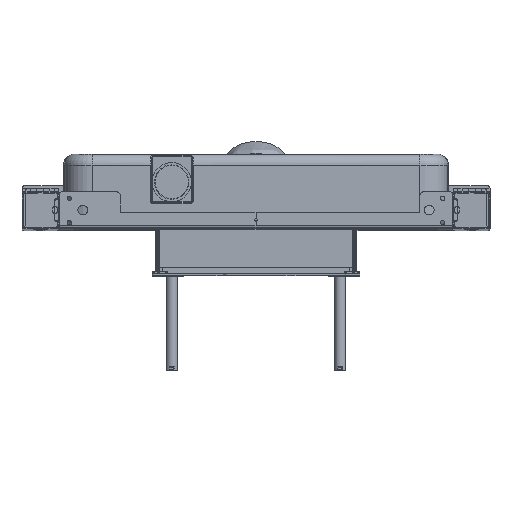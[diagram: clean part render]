
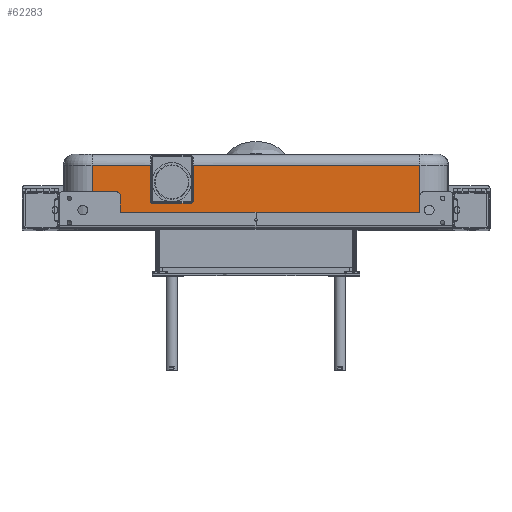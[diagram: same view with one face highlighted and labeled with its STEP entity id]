
A CAD part, top view. The second image highlights one B-rep face of the part: STEP entity #62283.
In plain terms, the highlighted planar face has unit normal (0, 0, 1).
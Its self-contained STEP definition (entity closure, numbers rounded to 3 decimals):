
#2825=CIRCLE('',#66349,2.);
#2834=CIRCLE('',#66360,2.);
#6849=FACE_OUTER_BOUND('',#10627,.T.);
#10627=EDGE_LOOP('',(#42305,#42306,#42307,#42308,#42309,#42310,#42311,#42312,
#42313,#42314));
#14399=LINE('',#91926,#20013);
#14403=LINE('',#91986,#20017);
#14411=LINE('',#92001,#20025);
#14417=LINE('',#92014,#20031);
#14418=LINE('',#92018,#20032);
#14471=LINE('',#93298,#20085);
#14546=LINE('',#94244,#20160);
#14549=LINE('',#94257,#20163);
#20013=VECTOR('',#73032,10.);
#20017=VECTOR('',#73052,10.);
#20025=VECTOR('',#73070,10.);
#20031=VECTOR('',#73088,10.);
#20032=VECTOR('',#73093,10.);
#20085=VECTOR('',#73482,10.);
#20160=VECTOR('',#73835,10.);
#20163=VECTOR('',#73856,10.);
#25706=VERTEX_POINT('',#91856);
#25707=VERTEX_POINT('',#91858);
#25717=VERTEX_POINT('',#91920);
#25718=VERTEX_POINT('',#91922);
#25724=VERTEX_POINT('',#91981);
#25726=VERTEX_POINT('',#91999);
#25727=VERTEX_POINT('',#92013);
#25728=VERTEX_POINT('',#92016);
#25850=VERTEX_POINT('',#93295);
#25851=VERTEX_POINT('',#93297);
#31697=EDGE_CURVE('',#25706,#25707,#2825,.T.);
#31708=EDGE_CURVE('',#25717,#25718,#2834,.T.);
#31710=EDGE_CURVE('',#25707,#25717,#14399,.T.);
#31721=EDGE_CURVE('',#25718,#25724,#14403,.T.);
#31730=EDGE_CURVE('',#25726,#25706,#14411,.T.);
#31738=EDGE_CURVE('',#25724,#25727,#14417,.T.);
#31741=EDGE_CURVE('',#25728,#25726,#14418,.T.);
#31950=EDGE_CURVE('',#25850,#25851,#14471,.T.);
#32124=EDGE_CURVE('',#25727,#25850,#14546,.T.);
#32131=EDGE_CURVE('',#25851,#25728,#14549,.T.);
#42305=ORIENTED_EDGE('',*,*,#31730,.F.);
#42306=ORIENTED_EDGE('',*,*,#31741,.F.);
#42307=ORIENTED_EDGE('',*,*,#32131,.F.);
#42308=ORIENTED_EDGE('',*,*,#31950,.F.);
#42309=ORIENTED_EDGE('',*,*,#32124,.F.);
#42310=ORIENTED_EDGE('',*,*,#31738,.F.);
#42311=ORIENTED_EDGE('',*,*,#31721,.F.);
#42312=ORIENTED_EDGE('',*,*,#31708,.F.);
#42313=ORIENTED_EDGE('',*,*,#31710,.F.);
#42314=ORIENTED_EDGE('',*,*,#31697,.F.);
#60400=PLANE('',#66700);
#62283=ADVANCED_FACE('',(#6849),#60400,.T.);
#66349=AXIS2_PLACEMENT_3D('',#91859,#73004,#73005);
#66360=AXIS2_PLACEMENT_3D('',#91923,#73026,#73027);
#66700=AXIS2_PLACEMENT_3D('',#94258,#73857,#73858);
#73004=DIRECTION('center_axis',(0.,0.,1.));
#73005=DIRECTION('ref_axis',(-0.707,-0.707,0.));
#73026=DIRECTION('center_axis',(0.,0.,1.));
#73027=DIRECTION('ref_axis',(0.707,-0.707,0.));
#73032=DIRECTION('',(1.,0.,0.));
#73052=DIRECTION('',(0.,1.,0.));
#73070=DIRECTION('',(0.,-1.,0.));
#73088=DIRECTION('',(1.,0.,0.));
#73093=DIRECTION('',(1.,0.,0.));
#73482=DIRECTION('',(-1.,0.,0.));
#73835=DIRECTION('',(0.,-1.,0.));
#73856=DIRECTION('',(0.,1.,0.));
#73857=DIRECTION('center_axis',(0.,0.,1.));
#73858=DIRECTION('ref_axis',(1.,0.,0.));
#91856=CARTESIAN_POINT('',(-112.75,-10.5,85.));
#91858=CARTESIAN_POINT('',(-110.75,-12.5,85.));
#91859=CARTESIAN_POINT('Origin',(-110.75,-10.5,85.));
#91920=CARTESIAN_POINT('',(-69.25,-12.5,85.));
#91922=CARTESIAN_POINT('',(-67.25,-10.5,85.));
#91923=CARTESIAN_POINT('Origin',(-69.25,-10.5,85.));
#91926=CARTESIAN_POINT('',(-136.625,-12.5,85.));
#91981=CARTESIAN_POINT('',(-67.25,28.,85.));
#91986=CARTESIAN_POINT('',(-67.25,20.,85.));
#91999=CARTESIAN_POINT('',(-112.75,28.,85.));
#92001=CARTESIAN_POINT('',(-112.75,-5.75,85.));
#92013=CARTESIAN_POINT('',(175.,28.,85.));
#92014=CARTESIAN_POINT('',(-102.5,28.,85.));
#92016=CARTESIAN_POINT('',(-175.,28.,85.));
#92018=CARTESIAN_POINT('',(-102.5,28.,85.));
#93295=CARTESIAN_POINT('',(175.,-28.,85.));
#93297=CARTESIAN_POINT('',(-175.,-28.,85.));
#93298=CARTESIAN_POINT('',(-102.5,-28.,85.));
#94244=CARTESIAN_POINT('',(175.,0.,85.));
#94257=CARTESIAN_POINT('',(-175.,0.,85.));
#94258=CARTESIAN_POINT('Origin',(-205.,0.,85.));
